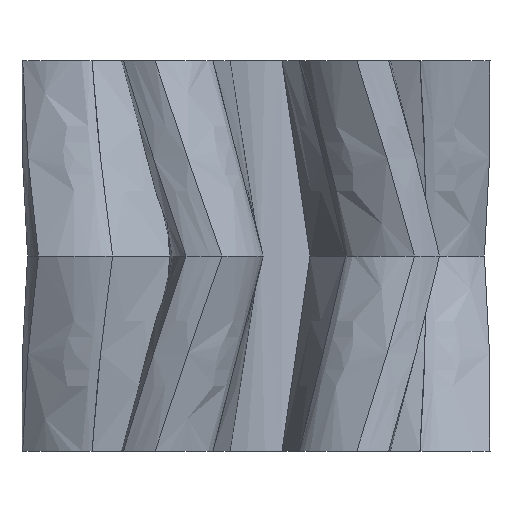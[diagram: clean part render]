
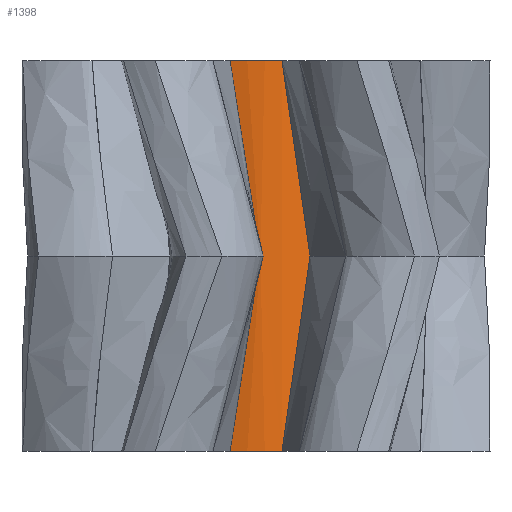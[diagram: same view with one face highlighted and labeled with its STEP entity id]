
A CAD part, front view. The second image highlights one B-rep face of the part: STEP entity #1398.
In plain terms, the highlighted cylindrical face has radius 2.625 mm (diameter 5.25 mm), a partial arc.
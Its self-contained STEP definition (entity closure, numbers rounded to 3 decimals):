
#16=CYLINDRICAL_SURFACE('',#1475,2.625);
#29=CIRCLE('',#1460,2.625);
#43=CIRCLE('',#1476,2.625);
#164=FACE_OUTER_BOUND('',#256,.T.);
#256=EDGE_LOOP('',(#1055,#1056,#1057,#1058,#1059,#1060));
#376=B_SPLINE_CURVE_WITH_KNOTS('',3,(#2780,#2781,#2782,#2783),
 .UNSPECIFIED.,.F.,.F.,(4,4),(0.,0.506),.UNSPECIFIED.);
#379=B_SPLINE_CURVE_WITH_KNOTS('',3,(#2834,#2835,#2836,#2837),
 .UNSPECIFIED.,.F.,.F.,(4,4),(0.,0.506),.UNSPECIFIED.);
#424=B_SPLINE_CURVE_WITH_KNOTS('',3,(#9369,#9370,#9371,#9372),
 .UNSPECIFIED.,.F.,.F.,(4,4),(0.,0.506),.UNSPECIFIED.);
#426=B_SPLINE_CURVE_WITH_KNOTS('',3,(#9383,#9384,#9385,#9386),
 .UNSPECIFIED.,.F.,.F.,(4,4),(0.,0.506),.UNSPECIFIED.);
#477=VERTEX_POINT('',#2778);
#478=VERTEX_POINT('',#2779);
#483=VERTEX_POINT('',#2832);
#484=VERTEX_POINT('',#2833);
#556=VERTEX_POINT('',#9368);
#558=VERTEX_POINT('',#9382);
#614=EDGE_CURVE('',#477,#478,#376,.T.);
#621=EDGE_CURVE('',#483,#484,#379,.T.);
#657=EDGE_CURVE('',#484,#477,#29,.T.);
#736=EDGE_CURVE('',#556,#478,#424,.T.);
#740=EDGE_CURVE('',#483,#558,#426,.T.);
#741=EDGE_CURVE('',#558,#556,#43,.T.);
#1055=ORIENTED_EDGE('',*,*,#736,.T.);
#1056=ORIENTED_EDGE('',*,*,#614,.F.);
#1057=ORIENTED_EDGE('',*,*,#657,.F.);
#1058=ORIENTED_EDGE('',*,*,#621,.F.);
#1059=ORIENTED_EDGE('',*,*,#740,.T.);
#1060=ORIENTED_EDGE('',*,*,#741,.T.);
#1398=ADVANCED_FACE('',(#164),#16,.T.);
#1460=AXIS2_PLACEMENT_3D('',#5147,#1519,#1520);
#1475=AXIS2_PLACEMENT_3D('',#9381,#1563,#1564);
#1476=AXIS2_PLACEMENT_3D('',#9387,#1565,#1566);
#1519=DIRECTION('center_axis',(0.,0.,1.));
#1520=DIRECTION('ref_axis',(1.,0.,0.));
#1563=DIRECTION('center_axis',(0.,0.,1.));
#1564=DIRECTION('ref_axis',(1.,0.,0.));
#1565=DIRECTION('center_axis',(0.,0.,1.));
#1566=DIRECTION('ref_axis',(1.,0.,0.));
#2778=CARTESIAN_POINT('',(20.665,-2.539,10.));
#2779=CARTESIAN_POINT('',(21.383,-2.231,5.));
#2780=CARTESIAN_POINT('Ctrl Pts',(20.665,-2.539,10.));
#2781=CARTESIAN_POINT('Ctrl Pts',(20.918,-2.473,8.333));
#2782=CARTESIAN_POINT('Ctrl Pts',(21.161,-2.369,6.667));
#2783=CARTESIAN_POINT('Ctrl Pts',(21.383,-2.231,5.));
#2832=CARTESIAN_POINT('',(20.111,-2.623,5.));
#2833=CARTESIAN_POINT('',(19.335,-2.539,10.));
#2834=CARTESIAN_POINT('Ctrl Pts',(20.111,-2.623,5.));
#2835=CARTESIAN_POINT('Ctrl Pts',(19.85,-2.634,6.667));
#2836=CARTESIAN_POINT('Ctrl Pts',(19.587,-2.605,8.333));
#2837=CARTESIAN_POINT('Ctrl Pts',(19.335,-2.539,10.));
#5147=CARTESIAN_POINT('Origin',(20.,0.,10.));
#9368=CARTESIAN_POINT('',(20.665,-2.539,0.));
#9369=CARTESIAN_POINT('Ctrl Pts',(20.665,-2.539,0.));
#9370=CARTESIAN_POINT('Ctrl Pts',(20.918,-2.473,1.667));
#9371=CARTESIAN_POINT('Ctrl Pts',(21.161,-2.369,3.333));
#9372=CARTESIAN_POINT('Ctrl Pts',(21.383,-2.231,5.));
#9381=CARTESIAN_POINT('Origin',(20.,0.,0.));
#9382=CARTESIAN_POINT('',(19.335,-2.539,0.));
#9383=CARTESIAN_POINT('Ctrl Pts',(20.111,-2.623,5.));
#9384=CARTESIAN_POINT('Ctrl Pts',(19.85,-2.634,3.333));
#9385=CARTESIAN_POINT('Ctrl Pts',(19.587,-2.605,1.667));
#9386=CARTESIAN_POINT('Ctrl Pts',(19.335,-2.539,0.));
#9387=CARTESIAN_POINT('Origin',(20.,0.,0.));
